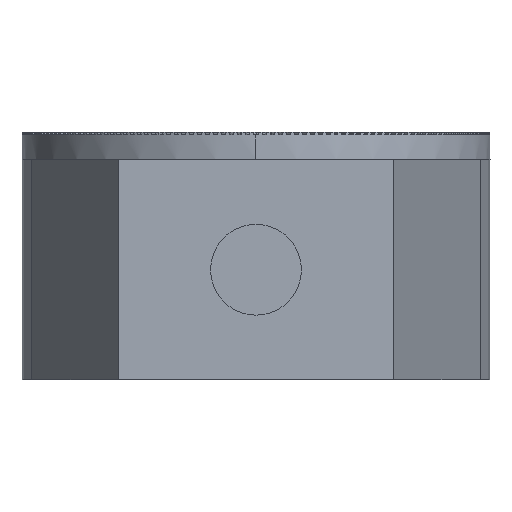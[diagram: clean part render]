
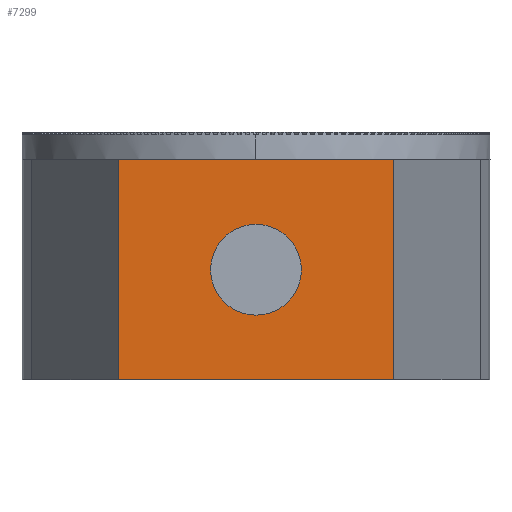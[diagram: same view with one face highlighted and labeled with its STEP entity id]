
A CAD part, front view. The second image highlights one B-rep face of the part: STEP entity #7299.
In plain terms, the highlighted face is planar.
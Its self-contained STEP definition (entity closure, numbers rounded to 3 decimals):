
#4003 = LINE ( 'NONE', #18718, #60551 ) ;
#4134 = VERTEX_POINT ( 'NONE', #4377 ) ;
#4377 = CARTESIAN_POINT ( 'NONE',  ( 1.65, 4., 13. ) ) ;
#4642 = PLANE ( 'NONE',  #54653 ) ;
#7299 = ADVANCED_FACE ( 'NONE', ( #28324, #18401 ), #4642, .F. ) ;
#7312 = DIRECTION ( 'NONE',  ( 0., -1., 0. ) ) ;
#8326 = DIRECTION ( 'NONE',  ( 1., 0., 0. ) ) ;
#10270 = ORIENTED_EDGE ( 'NONE', *, *, #60973, .F. ) ;
#11119 = DIRECTION ( 'NONE',  ( 1., 0., 0. ) ) ;
#13197 = DIRECTION ( 'NONE',  ( 1., 0., 0. ) ) ;
#15411 = VERTEX_POINT ( 'NONE', #59021 ) ;
#15731 = CARTESIAN_POINT ( 'NONE',  ( 5., 8., 13. ) ) ;
#16305 = VERTEX_POINT ( 'NONE', #62723 ) ;
#17832 = VECTOR ( 'NONE', #11119, 1000. ) ;
#18401 = FACE_OUTER_BOUND ( 'NONE', #34429, .T. ) ;
#18718 = CARTESIAN_POINT ( 'NONE',  ( -5., 8., 13. ) ) ;
#22126 = LINE ( 'NONE', #15731, #38145 ) ;
#23695 = VERTEX_POINT ( 'NONE', #58863 ) ;
#27589 = ORIENTED_EDGE ( 'NONE', *, *, #47801, .T. ) ;
#28324 = FACE_BOUND ( 'NONE', #29762, .T. ) ;
#28438 = VERTEX_POINT ( 'NONE', #45371 ) ;
#29762 = EDGE_LOOP ( 'NONE', ( #10270, #55635 ) ) ;
#31064 = EDGE_CURVE ( 'NONE', #23695, #4134, #43304, .T. ) ;
#31880 = CARTESIAN_POINT ( 'NONE',  ( 5., 0., 13. ) ) ;
#32336 = CARTESIAN_POINT ( 'NONE',  ( 0., 4., 13. ) ) ;
#32947 = DIRECTION ( 'NONE',  ( 0., 0., 1. ) ) ;
#34429 = EDGE_LOOP ( 'NONE', ( #54325, #40729, #47060, #27589 ) ) ;
#34907 = CARTESIAN_POINT ( 'NONE',  ( -5., 8., 13. ) ) ;
#35449 = CARTESIAN_POINT ( 'NONE',  ( -5., 0., 13. ) ) ;
#37182 = AXIS2_PLACEMENT_3D ( 'NONE', #32336, #32947, #8326 ) ;
#37521 = CARTESIAN_POINT ( 'NONE',  ( 0., 4., 13. ) ) ;
#38145 = VECTOR ( 'NONE', #45465, 1000. ) ;
#40729 = ORIENTED_EDGE ( 'NONE', *, *, #41903, .F. ) ;
#41180 = LINE ( 'NONE', #35449, #17832 ) ;
#41903 = EDGE_CURVE ( 'NONE', #15411, #42200, #22126, .T. ) ;
#42200 = VERTEX_POINT ( 'NONE', #31880 ) ;
#43304 = CIRCLE ( 'NONE', #37182, 1.65 ) ;
#43660 = DIRECTION ( 'NONE',  ( -1., 0., 0. ) ) ;
#45371 = CARTESIAN_POINT ( 'NONE',  ( -5., 0., 13. ) ) ;
#45465 = DIRECTION ( 'NONE',  ( 0., -1., 0. ) ) ;
#46639 = LINE ( 'NONE', #34907, #55447 ) ;
#47060 = ORIENTED_EDGE ( 'NONE', *, *, #61669, .F. ) ;
#47801 = EDGE_CURVE ( 'NONE', #16305, #28438, #46639, .T. ) ;
#50698 = EDGE_CURVE ( 'NONE', #28438, #42200, #41180, .T. ) ;
#52628 = DIRECTION ( 'NONE',  ( 1., 0., 0. ) ) ;
#52925 = CARTESIAN_POINT ( 'NONE',  ( -5., 8., 13. ) ) ;
#54325 = ORIENTED_EDGE ( 'NONE', *, *, #50698, .T. ) ;
#54653 = AXIS2_PLACEMENT_3D ( 'NONE', #52925, #57405, #43660 ) ;
#55447 = VECTOR ( 'NONE', #7312, 1000. ) ;
#55635 = ORIENTED_EDGE ( 'NONE', *, *, #31064, .F. ) ;
#56544 = CIRCLE ( 'NONE', #57488, 1.65 ) ;
#57024 = DIRECTION ( 'NONE',  ( 0., 0., 1. ) ) ;
#57405 = DIRECTION ( 'NONE',  ( 0., 0., -1. ) ) ;
#57488 = AXIS2_PLACEMENT_3D ( 'NONE', #37521, #57024, #13197 ) ;
#58863 = CARTESIAN_POINT ( 'NONE',  ( -1.65, 4., 13. ) ) ;
#59021 = CARTESIAN_POINT ( 'NONE',  ( 5., 8., 13. ) ) ;
#60551 = VECTOR ( 'NONE', #52628, 1000. ) ;
#60973 = EDGE_CURVE ( 'NONE', #4134, #23695, #56544, .T. ) ;
#61669 = EDGE_CURVE ( 'NONE', #16305, #15411, #4003, .T. ) ;
#62723 = CARTESIAN_POINT ( 'NONE',  ( -5., 8., 13. ) ) ;
